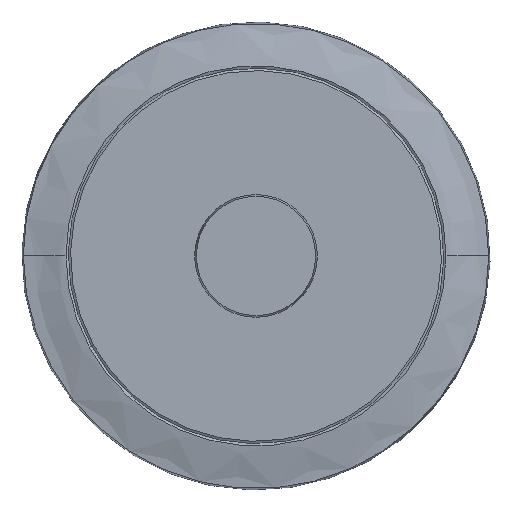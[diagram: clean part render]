
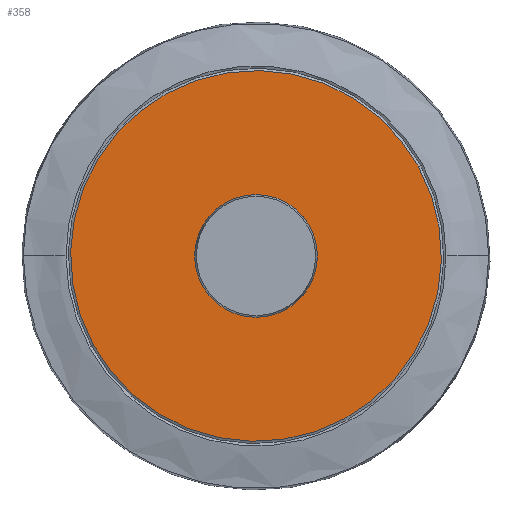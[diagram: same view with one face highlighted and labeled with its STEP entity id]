
A CAD part, top view. The second image highlights one B-rep face of the part: STEP entity #358.
In plain terms, the highlighted planar face has unit normal (0, 0, 1).
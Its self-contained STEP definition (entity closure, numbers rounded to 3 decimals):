
#230=AXIS2_PLACEMENT_3D('Circle Axis2P3D',#228,#229,$) ;
#259=AXIS2_PLACEMENT_3D('Circle Axis2P3D',#257,#258,$) ;
#334=AXIS2_PLACEMENT_3D('Plane Axis2P3D',#331,#332,#333) ;
#338=AXIS2_PLACEMENT_3D('Circle Axis2P3D',#336,#337,$) ;
#347=AXIS2_PLACEMENT_3D('Circle Axis2P3D',#345,#346,$) ;
#225=CARTESIAN_POINT('Vertex',(6.95,0.,9.5)) ;
#228=CARTESIAN_POINT('Axis2P3D Location',(0.,0.,9.5)) ;
#232=CARTESIAN_POINT('Vertex',(-6.95,0.,9.5)) ;
#257=CARTESIAN_POINT('Axis2P3D Location',(0.,0.,9.5)) ;
#331=CARTESIAN_POINT('Axis2P3D Location',(0.,0.,9.5)) ;
#336=CARTESIAN_POINT('Axis2P3D Location',(0.,0.,9.5)) ;
#340=CARTESIAN_POINT('Vertex',(-18.421,-10.063,9.5)) ;
#342=CARTESIAN_POINT('Vertex',(18.421,10.063,9.5)) ;
#345=CARTESIAN_POINT('Axis2P3D Location',(0.,0.,9.5)) ;
#229=DIRECTION('Axis2P3D Direction',(0.,0.,-1.)) ;
#258=DIRECTION('Axis2P3D Direction',(0.,0.,-1.)) ;
#332=DIRECTION('Axis2P3D Direction',(0.,0.,-1.)) ;
#333=DIRECTION('Axis2P3D XDirection',(0.,1.,0.)) ;
#337=DIRECTION('Axis2P3D Direction',(0.,0.,-1.)) ;
#346=DIRECTION('Axis2P3D Direction',(0.,0.,-1.)) ;
#351=ORIENTED_EDGE('',*,*,#344,.F.) ;
#352=ORIENTED_EDGE('',*,*,#349,.F.) ;
#355=ORIENTED_EDGE('',*,*,#261,.T.) ;
#356=ORIENTED_EDGE('',*,*,#234,.T.) ;
#357=FACE_BOUND('',#354,.T.) ;
#358=ADVANCED_FACE('ENJO ED10324 CELIANE / DOOXIE PEINT',(#353,#357),#335,.F.) ;
#231=CIRCLE('generated circle',#230,6.95) ;
#260=CIRCLE('generated circle',#259,6.95) ;
#339=CIRCLE('generated circle',#338,20.99) ;
#348=CIRCLE('generated circle',#347,20.99) ;
#234=EDGE_CURVE('',#233,#226,#231,.T.) ;
#261=EDGE_CURVE('',#226,#233,#260,.T.) ;
#344=EDGE_CURVE('',#341,#343,#339,.T.) ;
#349=EDGE_CURVE('',#343,#341,#348,.T.) ;
#350=EDGE_LOOP('',(#351,#352)) ;
#354=EDGE_LOOP('',(#355,#356)) ;
#353=FACE_OUTER_BOUND('',#350,.T.) ;
#335=PLANE('',#334) ;
#226=VERTEX_POINT('',#225) ;
#233=VERTEX_POINT('',#232) ;
#341=VERTEX_POINT('',#340) ;
#343=VERTEX_POINT('',#342) ;
